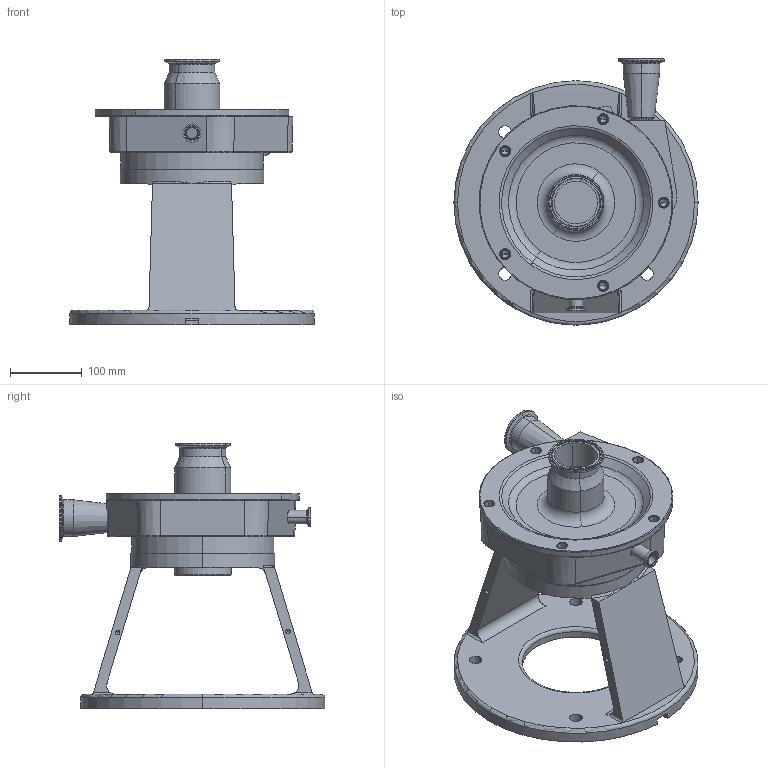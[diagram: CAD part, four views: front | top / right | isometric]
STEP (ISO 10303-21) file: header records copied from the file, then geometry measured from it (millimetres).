
FILE_DESCRIPTION (( 'STEP AP214' ), '1' );
FILE_NAME ('FPX 1741-1742 320TC VERT 3-4 IN STR DRAIN.STEP', '2023-01-17T20:13:56', ( '' ), ( '' ), 'SwSTEP 2.0', 'SolidWorks 2021', '' );
FILE_SCHEMA (( 'AUTOMOTIVE_DESIGN' ));
Length unit declared in the file: millimetre
Products named in the file (1): FPX 1741-1742 320TC VERT 3-4 IN STR DRAIN
Bounding box: 340 x 370 x 369 mm (x, y, z)
Volume: 4546403.7 mm3; surface area: 691901.3 mm2
Topology: 1 solids, 5 shells, 430 faces, 953 edges, 556 vertices
Faces by surface type: cylinder 156, cone 99, plane 89, torus 74, bspline 9, sphere 3
Entity records: 12835 total; most frequent: CARTESIAN_POINT 3189, DIRECTION 2237, ORIENTED_EDGE 1854, AXIS2_PLACEMENT_3D 959, EDGE_CURVE 927, VERTEX_POINT 556, CIRCLE 537, EDGE_LOOP 493
